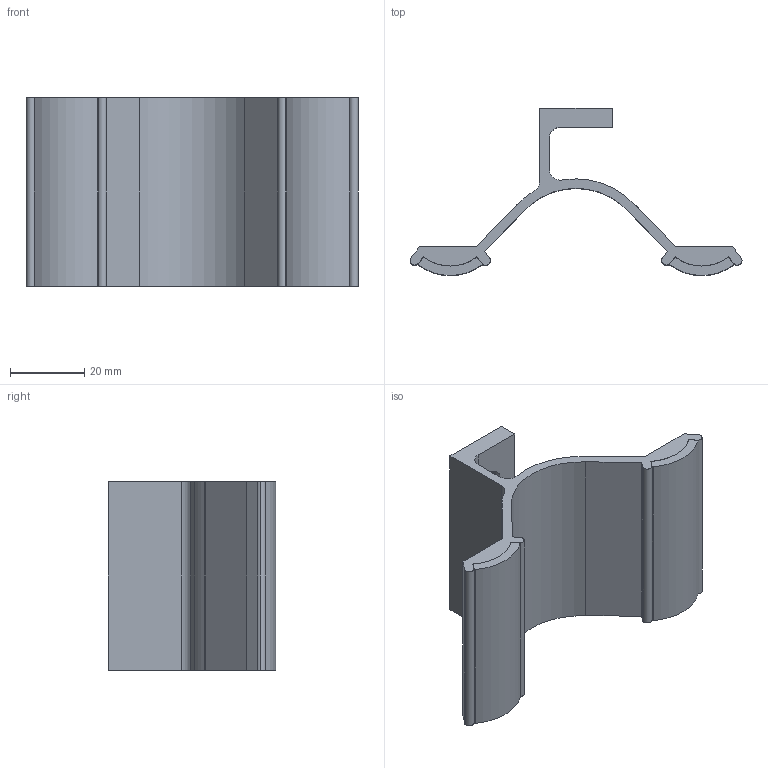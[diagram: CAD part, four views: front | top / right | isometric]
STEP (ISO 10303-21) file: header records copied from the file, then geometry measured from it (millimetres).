
FILE_DESCRIPTION (( 'STEP AP203' ), '1' );
FILE_NAME ('CorruBracket.STEP', '2017-12-04T17:35:18', ( '' ), ( '' ), 'SwSTEP 2.0', 'SolidWorks 2018', '' );
FILE_SCHEMA (( 'CONFIG_CONTROL_DESIGN' ));
Length unit declared in the file: inch
Products named in the file (1): CorruBracket
Bounding box: 89.49 x 45.09 x 50.8 mm (x, y, z)
Volume: 27459.8 mm3; surface area: 20554.3 mm2
Topology: 3 solids, 3 shells, 549 faces, 1507 edges, 1004 vertices
Faces by surface type: plane 248, bspline 242, cylinder 53, cone 6
Entity records: 23663 total; most frequent: CARTESIAN_POINT 11370, ORIENTED_EDGE 3014, DIRECTION 1646, EDGE_CURVE 1507, VERTEX_POINT 1004, LINE 882, VECTOR 882, EDGE_LOOP 601
